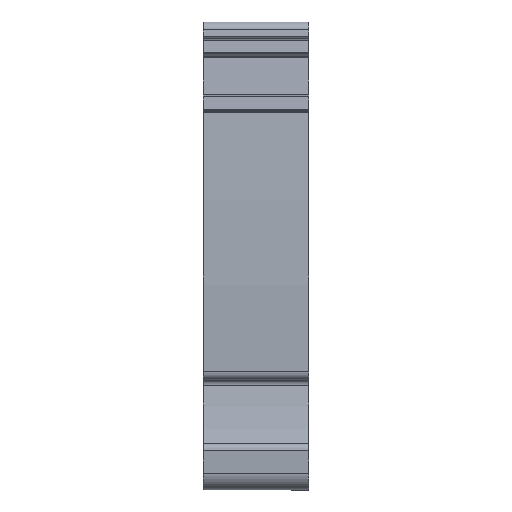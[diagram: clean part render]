
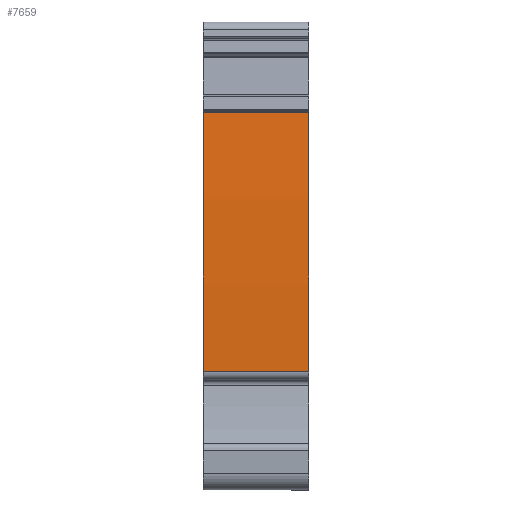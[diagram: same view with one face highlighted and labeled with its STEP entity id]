
A CAD part, front view. The second image highlights one B-rep face of the part: STEP entity #7659.
In plain terms, the highlighted cylindrical face has radius 240 mm (diameter 480 mm), a partial arc.
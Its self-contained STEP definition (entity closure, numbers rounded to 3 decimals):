
#7632=AXIS2_PLACEMENT_3D('Cylinder Axis2P3D',#7629,#7630,#7631) ;
#7636=AXIS2_PLACEMENT_3D('Circle Axis2P3D',#7634,#7635,$) ;
#7643=AXIS2_PLACEMENT_3D('Circle Axis2P3D',#7641,#7642,$) ;
#7587=CARTESIAN_POINT('Line Origine',(6.,1.529,13.45)) ;
#7591=CARTESIAN_POINT('Vertex',(0.,1.529,13.45)) ;
#7593=CARTESIAN_POINT('Vertex',(12.,1.529,13.45)) ;
#7629=CARTESIAN_POINT('Axis2P3D Location',(6.,241.174,26.5)) ;
#7634=CARTESIAN_POINT('Axis2P3D Location',(0.,241.174,26.5)) ;
#7638=CARTESIAN_POINT('Vertex',(0.,1.735,42.906)) ;
#7641=CARTESIAN_POINT('Axis2P3D Location',(12.,241.174,26.5)) ;
#7645=CARTESIAN_POINT('Vertex',(12.,1.735,42.906)) ;
#7648=CARTESIAN_POINT('Line Origine',(6.64,1.735,42.906)) ;
#7588=DIRECTION('Vector Direction',(1.,0.,0.)) ;
#7630=DIRECTION('Axis2P3D Direction',(1.,0.,0.)) ;
#7631=DIRECTION('Axis2P3D XDirection',(0.,-0.994,0.107)) ;
#7635=DIRECTION('Axis2P3D Direction',(1.,0.,0.)) ;
#7642=DIRECTION('Axis2P3D Direction',(1.,0.,0.)) ;
#7649=DIRECTION('Vector Direction',(1.,0.,0.)) ;
#7589=VECTOR('Line Direction',#7588,1.) ;
#7650=VECTOR('Line Direction',#7649,1.) ;
#7654=ORIENTED_EDGE('',*,*,#7640,.T.) ;
#7655=ORIENTED_EDGE('',*,*,#7595,.T.) ;
#7656=ORIENTED_EDGE('',*,*,#7647,.F.) ;
#7657=ORIENTED_EDGE('',*,*,#7652,.T.) ;
#7659=ADVANCED_FACE('MLD',(#7658),#7633,.T.) ;
#7637=CIRCLE('generated circle',#7636,240.) ;
#7644=CIRCLE('generated circle',#7643,240.) ;
#7633=CYLINDRICAL_SURFACE('generated cylinder',#7632,240.) ;
#7595=EDGE_CURVE('',#7592,#7594,#7590,.T.) ;
#7640=EDGE_CURVE('',#7639,#7592,#7637,.T.) ;
#7647=EDGE_CURVE('',#7646,#7594,#7644,.T.) ;
#7652=EDGE_CURVE('',#7646,#7639,#7651,.F.) ;
#7653=EDGE_LOOP('',(#7654,#7655,#7656,#7657)) ;
#7658=FACE_OUTER_BOUND('',#7653,.T.) ;
#7590=LINE('Line',#7587,#7589) ;
#7651=LINE('Line',#7648,#7650) ;
#7592=VERTEX_POINT('',#7591) ;
#7594=VERTEX_POINT('',#7593) ;
#7639=VERTEX_POINT('',#7638) ;
#7646=VERTEX_POINT('',#7645) ;
